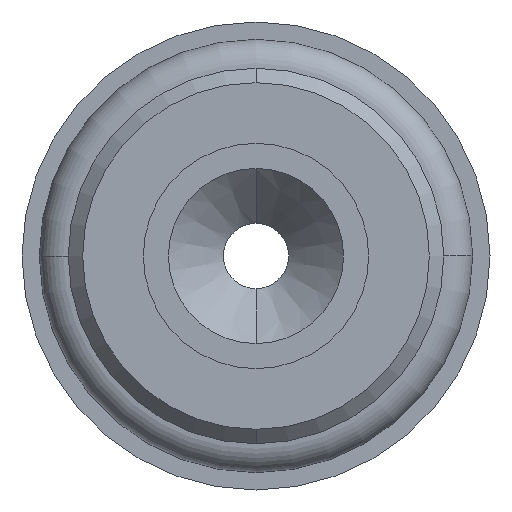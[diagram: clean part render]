
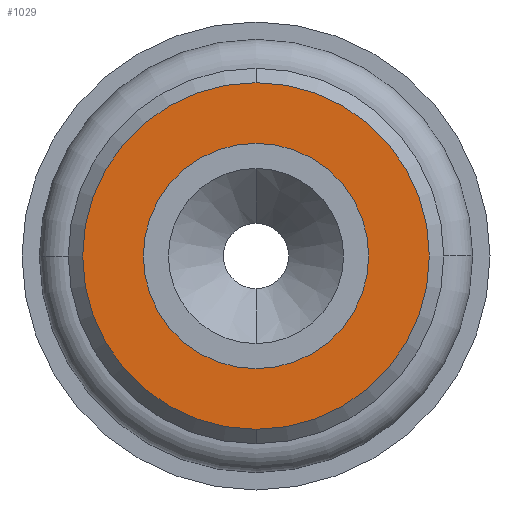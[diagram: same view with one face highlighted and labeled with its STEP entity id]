
A CAD part, front view. The second image highlights one B-rep face of the part: STEP entity #1029.
In plain terms, the highlighted planar face has unit normal (0, -1, 0).
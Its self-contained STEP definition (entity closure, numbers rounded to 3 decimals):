
#1 = CARTESIAN_POINT ( 'NONE',  ( 0., -8.05, 0. ) ) ;
#170 = DIRECTION ( 'NONE',  ( 0., 0., -1. ) ) ;
#173 = CIRCLE ( 'NONE', #561, 6. ) ;
#227 = CIRCLE ( 'NONE', #1973, 3.9 ) ;
#334 = ORIENTED_EDGE ( 'NONE', *, *, #1739, .F. ) ;
#388 = AXIS2_PLACEMENT_3D ( 'NONE', #886, #1963, #1039 ) ;
#441 = CARTESIAN_POINT ( 'NONE',  ( 0., -8.05, 0. ) ) ;
#543 = FACE_BOUND ( 'NONE', #1292, .T. ) ;
#561 = AXIS2_PLACEMENT_3D ( 'NONE', #441, #1511, #599 ) ;
#586 = CARTESIAN_POINT ( 'NONE',  ( 0., -8.05, 0. ) ) ;
#599 = DIRECTION ( 'NONE',  ( 0., 0., -1. ) ) ;
#664 = EDGE_CURVE ( 'NONE', #1470, #1932, #1786, .T. ) ;
#667 = ORIENTED_EDGE ( 'NONE', *, *, #1476, .T. ) ;
#687 = VERTEX_POINT ( 'NONE', #1816 ) ;
#738 = DIRECTION ( 'NONE',  ( 0., 0., -1. ) ) ;
#786 = AXIS2_PLACEMENT_3D ( 'NONE', #586, #1664, #738 ) ;
#792 = DIRECTION ( 'NONE',  ( 0., -1., 0. ) ) ;
#836 = ORIENTED_EDGE ( 'NONE', *, *, #664, .T. ) ;
#837 = ORIENTED_EDGE ( 'NONE', *, *, #1162, .F. ) ;
#886 = CARTESIAN_POINT ( 'NONE',  ( 0., -8.05, 0. ) ) ;
#935 = EDGE_LOOP ( 'NONE', ( #836, #667 ) ) ;
#1029 = ADVANCED_FACE ( 'NONE', ( #543, #1263 ), #1089, .T. ) ;
#1039 = DIRECTION ( 'NONE',  ( 0., 0., -1. ) ) ;
#1089 = PLANE ( 'NONE',  #1680 ) ;
#1090 = DIRECTION ( 'NONE',  ( 0., -1., 0. ) ) ;
#1162 = EDGE_CURVE ( 'NONE', #1520, #687, #1927, .T. ) ;
#1263 = FACE_OUTER_BOUND ( 'NONE', #935, .T. ) ;
#1292 = EDGE_LOOP ( 'NONE', ( #334, #837 ) ) ;
#1440 = CARTESIAN_POINT ( 'NONE',  ( 0., -8.05, 3.9 ) ) ;
#1470 = VERTEX_POINT ( 'NONE', #1820 ) ;
#1476 = EDGE_CURVE ( 'NONE', #1932, #1470, #173, .T. ) ;
#1511 = DIRECTION ( 'NONE',  ( 0., -1., 0. ) ) ;
#1520 = VERTEX_POINT ( 'NONE', #1440 ) ;
#1664 = DIRECTION ( 'NONE',  ( 0., -1., 0. ) ) ;
#1680 = AXIS2_PLACEMENT_3D ( 'NONE', #1864, #792, #1871 ) ;
#1739 = EDGE_CURVE ( 'NONE', #687, #1520, #227, .T. ) ;
#1786 = CIRCLE ( 'NONE', #786, 6. ) ;
#1816 = CARTESIAN_POINT ( 'NONE',  ( 0., -8.05, -3.9 ) ) ;
#1820 = CARTESIAN_POINT ( 'NONE',  ( 0., -8.05, 6. ) ) ;
#1833 = CARTESIAN_POINT ( 'NONE',  ( 0., -8.05, -6. ) ) ;
#1864 = CARTESIAN_POINT ( 'NONE',  ( 0., -8.05, 0. ) ) ;
#1871 = DIRECTION ( 'NONE',  ( 0., 0., -1. ) ) ;
#1927 = CIRCLE ( 'NONE', #388, 3.9 ) ;
#1932 = VERTEX_POINT ( 'NONE', #1833 ) ;
#1963 = DIRECTION ( 'NONE',  ( 0., -1., 0. ) ) ;
#1973 = AXIS2_PLACEMENT_3D ( 'NONE', #1, #1090, #170 ) ;
